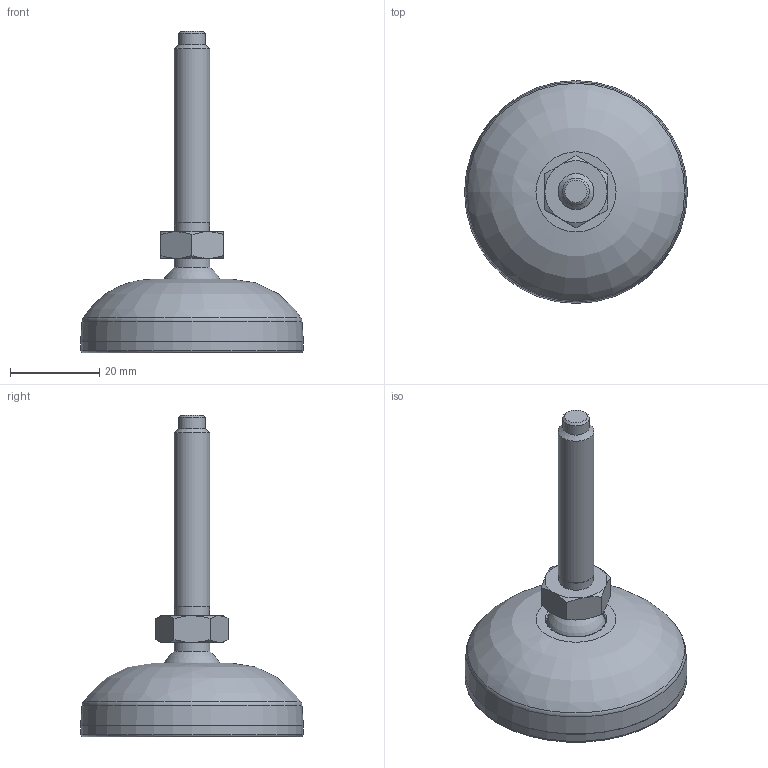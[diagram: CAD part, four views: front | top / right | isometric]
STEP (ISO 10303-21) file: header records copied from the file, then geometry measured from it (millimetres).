
FILE_DESCRIPTION(/* description */ ('AC2F'),/* implementation_level */ '2;1');
FILE_NAME(/* name */ '6325210',/* time_stamp */ '2018-06-06T09:07:28+02:00',/* author */ ('Zorzan Davide'),/* organization */ ('Gamm Srl.'),/* preprocessor_version */ 'ST-DEVELOPER v16.7',/* originating_system */ 'DEX',/* authorisation */ $);
FILE_SCHEMA (('CONFIG_CONTROL_DESIGN'));
Length unit declared in the file: millimetre
Products named in the file (4): 6325210; 6314025; 1875005; 6305025
Assembly tree (3 placements, depth 2):
  6325210
    6314025
    1875005
    6305025
Bounding box: 50 x 50 x 72.2 mm (x, y, z)
Volume: 22954.8 mm3; surface area: 13879.8 mm2
Topology: 3 solids, 3 shells, 67 faces, 160 edges, 104 vertices
Faces by surface type: plane 33, torus 10, cylinder 10, cone 8, sphere 6
Full cylindrical faces by diameter (mm): 6 x1, 7.862 x1, 8 x1, 8.062 x1, 13.28 x1, 13.7 x1, 14 x1, 14.5 x1, 43.97 x2
Entity records: 2065 total; most frequent: CARTESIAN_POINT 367, DIRECTION 308, ORIENTED_EDGE 244, AXIS2_PLACEMENT_3D 135, EDGE_CURVE 122, EDGE_LOOP 98, FACE_BOUND 98, VERTEX_POINT 92
